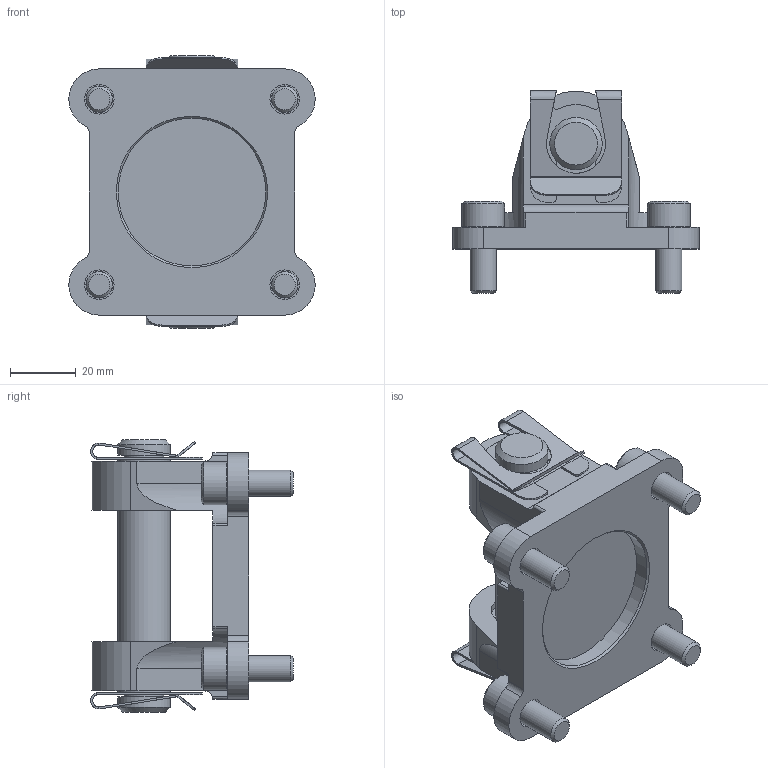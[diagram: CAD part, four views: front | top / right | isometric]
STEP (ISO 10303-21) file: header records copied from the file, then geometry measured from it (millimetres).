
FILE_DESCRIPTION(/* description */ ('STEP AP214'),/* implementation_level */ '2;1');
FILE_NAME(/* name */ '174393_SNCB-63',/* time_stamp */ '2024-09-10T11:58:02+02:00',/* author */ ('License CC BY-ND 4.0'),/* organization */ ('CADENAS'),/* preprocessor_version */ 'ST-DEVELOPER v19.3',/* originating_system */ 'PARTsolutions',/* authorisation */ ' ');
FILE_SCHEMA (('AUTOMOTIVE_DESIGN {1 0 10303 214 3 1 1}'));
Length unit declared in the file: millimetre
Products named in the file (5): 174393 SNCB-63---(0); 174393 SNCB-63---(SF_00); DIN-912 - M8x20(F); 369044 BZ-16-071,0-AA (83); 209822 16 SXN 08 VERZINKT:SL
Assembly tree (8 placements, depth 2):
  174393 SNCB-63---(0)
    174393 SNCB-63---(SF_00)
    DIN-912 - M8x20(F)  x4
    369044 BZ-16-071,0-AA (83)
    209822 16 SXN 08 VERZINKT:SL  x2
Bounding box: 74.95 x 61.7 x 83 mm (x, y, z)
Volume: 90726.8 mm3; surface area: 35532.2 mm2
Topology: 8 solids, 8 shells, 258 faces, 613 edges, 380 vertices
Faces by surface type: plane 127, cylinder 82, cone 49
Full cylindrical faces by diameter (mm): 8 x4, 9 x4, 12 x2, 13 x4, 16 x5, 18.56 x2, 18.76 x2, 45 x1
Entity records: 4277 total; most frequent: DIRECTION 752, CARTESIAN_POINT 740, ORIENTED_EDGE 642, EDGE_CURVE 321, AXIS2_PLACEMENT_3D 290, VERTEX_POINT 224, FACE_BOUND 193, EDGE_LOOP 192
